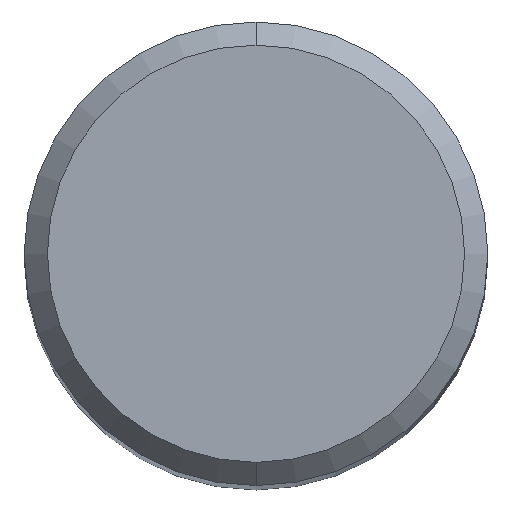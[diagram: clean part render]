
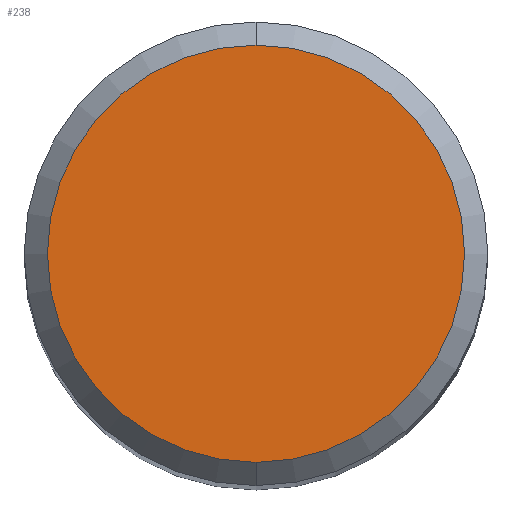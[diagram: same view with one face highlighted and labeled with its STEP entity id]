
A CAD part, top view. The second image highlights one B-rep face of the part: STEP entity #238.
In plain terms, the highlighted planar face has unit normal (0, 0, 1).
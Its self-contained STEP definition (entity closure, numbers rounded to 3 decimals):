
#238=ADVANCED_FACE('',(#546),#547,.T.);
#348=VERTEX_POINT('',#671);
#368=EDGE_CURVE('',#348,#454,#692,.T.);
#406=EDGE_CURVE('',#454,#348,#734,.T.);
#454=VERTEX_POINT('',#785);
#546=FACE_OUTER_BOUND('',#995,.T.);
#547=PLANE('',#996);
#671=CARTESIAN_POINT('',(0.,-5.4,0.0));
#692=CIRCLE('',#1267,5.4);
#734=CIRCLE('',#1358,5.4);
#785=CARTESIAN_POINT('',(0.0,5.4,0.0));
#995=EDGE_LOOP('',(#1558,#1559));
#996=AXIS2_PLACEMENT_3D('',#1560,#1561,#1562);
#1267=AXIS2_PLACEMENT_3D('',#1738,#1739,#1740);
#1358=AXIS2_PLACEMENT_3D('',#1786,#1787,#1788);
#1558=ORIENTED_EDGE('',*,*,#406,.F.);
#1559=ORIENTED_EDGE('',*,*,#368,.F.);
#1560=CARTESIAN_POINT('',(0.0,2.7,0.0));
#1561=DIRECTION('',(-0.0,0.0,1.0));
#1562=DIRECTION('',(0.0,-1.0,0.0));
#1738=CARTESIAN_POINT('',(0.0,0.0,0.0));
#1739=DIRECTION('',(0.0,0.0,-1.0));
#1740=DIRECTION('',(0.0,1.0,0.0));
#1786=CARTESIAN_POINT('',(0.0,0.0,0.0));
#1787=DIRECTION('',(0.0,0.0,-1.0));
#1788=DIRECTION('',(0.0,1.0,0.0));
